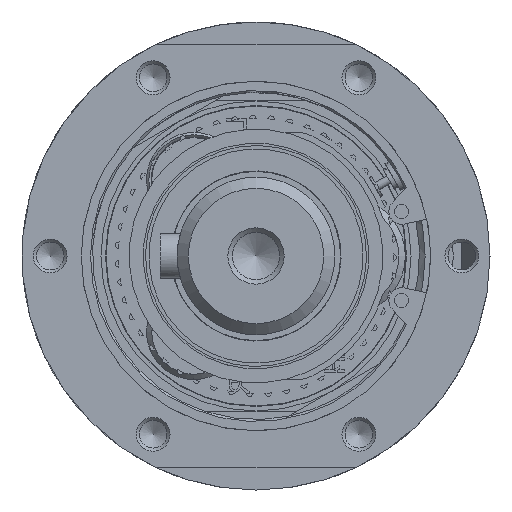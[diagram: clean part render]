
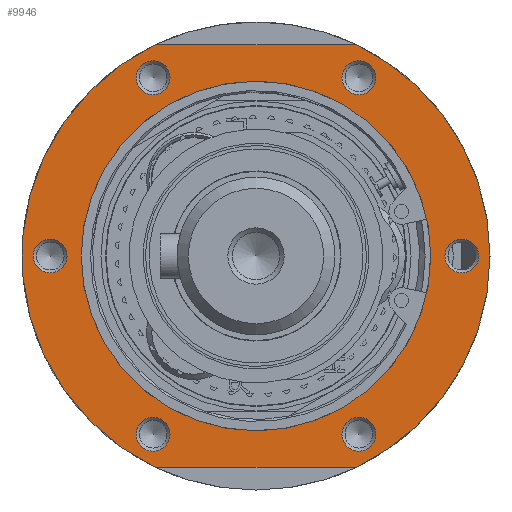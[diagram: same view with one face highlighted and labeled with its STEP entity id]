
A CAD part, left-side view. The second image highlights one B-rep face of the part: STEP entity #9946.
In plain terms, the highlighted planar face has unit normal (-1, 0, 0).
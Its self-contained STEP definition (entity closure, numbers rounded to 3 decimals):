
#193=FACE_BOUND('',#1200,.T.);
#194=FACE_BOUND('',#1201,.T.);
#195=FACE_BOUND('',#1202,.T.);
#196=FACE_BOUND('',#1203,.T.);
#197=FACE_BOUND('',#1204,.T.);
#198=FACE_BOUND('',#1205,.T.);
#199=FACE_BOUND('',#1206,.T.);
#250=PLANE('',#10688);
#571=FACE_OUTER_BOUND('',#1199,.T.);
#1199=EDGE_LOOP('',(#6362,#6363,#6364,#6365,#6366));
#1200=EDGE_LOOP('',(#6367));
#1201=EDGE_LOOP('',(#6368));
#1202=EDGE_LOOP('',(#6369));
#1203=EDGE_LOOP('',(#6370,#6371));
#1204=EDGE_LOOP('',(#6372));
#1205=EDGE_LOOP('',(#6373));
#1206=EDGE_LOOP('',(#6374));
#1863=LINE('',#15549,#2460);
#1867=LINE('',#15560,#2464);
#2460=VECTOR('',#12127,10.);
#2464=VECTOR('',#12137,10.);
#3073=CIRCLE('',#10681,41.5);
#3074=CIRCLE('',#10682,41.5);
#3075=CIRCLE('',#10683,41.5);
#3076=CIRCLE('',#10685,3.);
#3079=CIRCLE('',#10689,3.);
#3080=CIRCLE('',#10690,3.);
#3081=CIRCLE('',#10691,3.);
#3082=CIRCLE('',#10692,31.);
#3083=CIRCLE('',#10693,31.);
#3084=CIRCLE('',#10694,3.);
#3085=CIRCLE('',#10695,3.);
#3845=VERTEX_POINT('',#15546);
#3846=VERTEX_POINT('',#15548);
#3849=VERTEX_POINT('',#15557);
#3850=VERTEX_POINT('',#15559);
#3851=VERTEX_POINT('',#15563);
#3852=VERTEX_POINT('',#15569);
#3855=VERTEX_POINT('',#15577);
#3856=VERTEX_POINT('',#15579);
#3857=VERTEX_POINT('',#15581);
#3858=VERTEX_POINT('',#15583);
#3859=VERTEX_POINT('',#15584);
#3860=VERTEX_POINT('',#15587);
#3861=VERTEX_POINT('',#15589);
#4841=EDGE_CURVE('',#3846,#3845,#1863,.T.);
#4846=EDGE_CURVE('',#3850,#3849,#1867,.T.);
#4849=EDGE_CURVE('',#3851,#3845,#3073,.T.);
#4850=EDGE_CURVE('',#3846,#3849,#3074,.T.);
#4851=EDGE_CURVE('',#3850,#3851,#3075,.T.);
#4852=EDGE_CURVE('',#3852,#3852,#3076,.T.);
#4856=EDGE_CURVE('',#3855,#3855,#3079,.T.);
#4857=EDGE_CURVE('',#3856,#3856,#3080,.T.);
#4858=EDGE_CURVE('',#3857,#3857,#3081,.T.);
#4859=EDGE_CURVE('',#3858,#3859,#3082,.T.);
#4860=EDGE_CURVE('',#3859,#3858,#3083,.T.);
#4861=EDGE_CURVE('',#3860,#3860,#3084,.T.);
#4862=EDGE_CURVE('',#3861,#3861,#3085,.T.);
#6362=ORIENTED_EDGE('',*,*,#4841,.T.);
#6363=ORIENTED_EDGE('',*,*,#4849,.F.);
#6364=ORIENTED_EDGE('',*,*,#4851,.F.);
#6365=ORIENTED_EDGE('',*,*,#4846,.T.);
#6366=ORIENTED_EDGE('',*,*,#4850,.F.);
#6367=ORIENTED_EDGE('',*,*,#4856,.F.);
#6368=ORIENTED_EDGE('',*,*,#4857,.F.);
#6369=ORIENTED_EDGE('',*,*,#4858,.F.);
#6370=ORIENTED_EDGE('',*,*,#4859,.T.);
#6371=ORIENTED_EDGE('',*,*,#4860,.T.);
#6372=ORIENTED_EDGE('',*,*,#4861,.F.);
#6373=ORIENTED_EDGE('',*,*,#4862,.F.);
#6374=ORIENTED_EDGE('',*,*,#4852,.F.);
#9946=ADVANCED_FACE('',(#571,#193,#194,#195,#196,#197,#198,#199),#250,.T.);
#10681=AXIS2_PLACEMENT_3D('',#15565,#12142,#12143);
#10682=AXIS2_PLACEMENT_3D('',#15566,#12144,#12145);
#10683=AXIS2_PLACEMENT_3D('',#15567,#12146,#12147);
#10685=AXIS2_PLACEMENT_3D('',#15570,#12150,#12151);
#10688=AXIS2_PLACEMENT_3D('',#15576,#12157,#12158);
#10689=AXIS2_PLACEMENT_3D('',#15578,#12159,#12160);
#10690=AXIS2_PLACEMENT_3D('',#15580,#12161,#12162);
#10691=AXIS2_PLACEMENT_3D('',#15582,#12163,#12164);
#10692=AXIS2_PLACEMENT_3D('',#15585,#12165,#12166);
#10693=AXIS2_PLACEMENT_3D('',#15586,#12167,#12168);
#10694=AXIS2_PLACEMENT_3D('',#15588,#12169,#12170);
#10695=AXIS2_PLACEMENT_3D('',#15590,#12171,#12172);
#12127=DIRECTION('',(0.,-1.,0.));
#12137=DIRECTION('',(0.,1.,0.));
#12142=DIRECTION('center_axis',(1.,0.,0.));
#12143=DIRECTION('ref_axis',(0.,1.,0.));
#12144=DIRECTION('center_axis',(1.,0.,0.));
#12145=DIRECTION('ref_axis',(0.,1.,0.));
#12146=DIRECTION('center_axis',(1.,0.,0.));
#12147=DIRECTION('ref_axis',(0.,1.,0.));
#12150=DIRECTION('center_axis',(-1.,0.,0.));
#12151=DIRECTION('ref_axis',(0.,0.866,0.5));
#12157=DIRECTION('center_axis',(-1.,0.,0.));
#12158=DIRECTION('ref_axis',(0.,0.,
1.));
#12159=DIRECTION('center_axis',(-1.,0.,0.));
#12160=DIRECTION('ref_axis',(0.,0.,1.));
#12161=DIRECTION('center_axis',(-1.,0.,0.));
#12162=DIRECTION('ref_axis',(0.,-0.866,0.5));
#12163=DIRECTION('center_axis',(-1.,0.,0.));
#12164=DIRECTION('ref_axis',(0.,-0.866,-0.5));
#12165=DIRECTION('center_axis',(1.,0.,0.));
#12166=DIRECTION('ref_axis',(0.,1.,0.));
#12167=DIRECTION('center_axis',(1.,0.,0.));
#12168=DIRECTION('ref_axis',(0.,1.,0.));
#12169=DIRECTION('center_axis',(-1.,0.,0.));
#12170=DIRECTION('ref_axis',(0.,0.,
-1.));
#12171=DIRECTION('center_axis',(-1.,0.,0.));
#12172=DIRECTION('ref_axis',(0.,0.866,-0.5));
#15546=CARTESIAN_POINT('',(-142.5,-17.776,-37.5));
#15548=CARTESIAN_POINT('',(-142.5,17.776,-37.5));
#15549=CARTESIAN_POINT('',(-142.5,4.214,-37.5));
#15557=CARTESIAN_POINT('',(-142.5,17.776,37.5));
#15559=CARTESIAN_POINT('',(-142.5,-17.776,37.5));
#15560=CARTESIAN_POINT('',(-142.5,32.036,37.5));
#15563=CARTESIAN_POINT('',(-142.5,-41.5,0.));
#15565=CARTESIAN_POINT('Origin',(-142.5,0.,0.));
#15566=CARTESIAN_POINT('Origin',(-142.5,0.,0.));
#15567=CARTESIAN_POINT('Origin',(-142.5,0.,0.));
#15569=CARTESIAN_POINT('',(-142.5,-20.848,30.11));
#15570=CARTESIAN_POINT('Origin',(-142.5,-18.25,31.61));
#15576=CARTESIAN_POINT('Origin',(-142.5,36.25,0.));
#15577=CARTESIAN_POINT('',(-142.5,-36.5,-3.));
#15578=CARTESIAN_POINT('Origin',(-142.5,-36.5,0.));
#15579=CARTESIAN_POINT('',(-142.5,-15.652,-33.11));
#15580=CARTESIAN_POINT('Origin',(-142.5,-18.25,-31.61));
#15581=CARTESIAN_POINT('',(-142.5,20.848,-30.11));
#15582=CARTESIAN_POINT('Origin',(-142.5,18.25,-31.61));
#15583=CARTESIAN_POINT('',(-142.5,31.,0.));
#15584=CARTESIAN_POINT('',(-142.5,-31.,0.));
#15585=CARTESIAN_POINT('Origin',(-142.5,0.,0.));
#15586=CARTESIAN_POINT('Origin',(-142.5,0.,0.));
#15587=CARTESIAN_POINT('',(-142.5,36.5,3.));
#15588=CARTESIAN_POINT('Origin',(-142.5,36.5,0.));
#15589=CARTESIAN_POINT('',(-142.5,15.652,33.11));
#15590=CARTESIAN_POINT('Origin',(-142.5,18.25,31.61));
